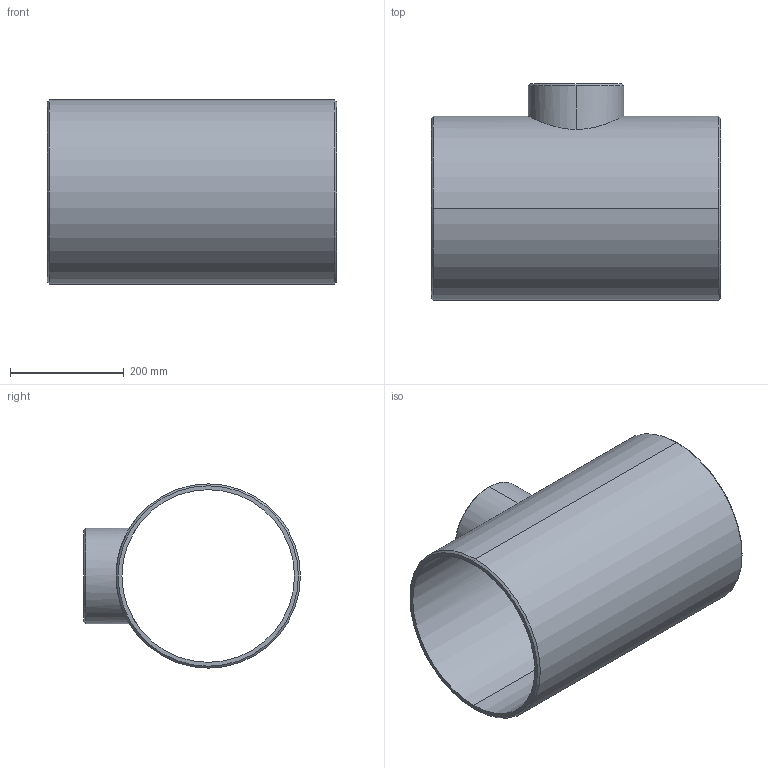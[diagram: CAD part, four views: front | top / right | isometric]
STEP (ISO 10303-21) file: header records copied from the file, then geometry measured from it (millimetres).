
FILE_DESCRIPTION (( 'STEP AP203' ), '1' );
FILE_NAME ('RTee Inch12x12x6Sch40.STEP', '2025-05-10T01:16:23', '' );
FILE_SCHEMA (( 'CONFIG_CONTROL_DESIGN' ));
Length unit declared in the file: inch
Products named in the file (1): RTee Inch12x12x6Sch40
Bounding box: 508 x 380.87 x 323.85 mm (x, y, z)
Volume: 5306926.7 mm3; surface area: 1052087.5 mm2
Topology: 1 solids, 1 shells, 17 faces, 36 edges, 22 vertices
Faces by surface type: cylinder 8, cone 6, plane 3
Entity records: 879 total; most frequent: CARTESIAN_POINT 416, DIRECTION 86, ORIENTED_EDGE 72, AXIS2_PLACEMENT_3D 36, EDGE_CURVE 36, EDGE_LOOP 22, VERTEX_POINT 22, CIRCLE 18
